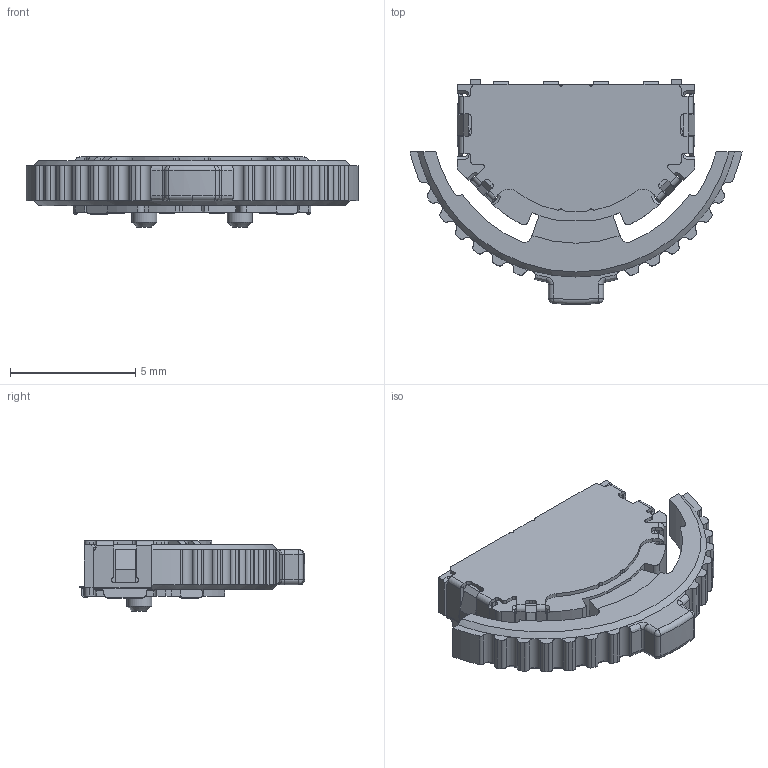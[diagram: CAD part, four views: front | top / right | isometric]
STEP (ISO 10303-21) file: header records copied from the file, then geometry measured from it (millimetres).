
FILE_DESCRIPTION(/* description */ (''),/* implementation_level */ '2;1');
FILE_NAME(/* name */ 'SLLB510100.step',/* time_stamp */ '2024-08-27T19:52:32+02:00',/* author */ (''),/* organization */ (''),/* preprocessor_version */ 'ST-DEVELOPER v20',/* originating_system */ 'Autodesk Translation Framework v13.14.0.145',/* authorisation */ '');
FILE_SCHEMA (('AUTOMOTIVE_DESIGN { 1 0 10303 214 3 1 1 }'));
Length unit declared in the file: millimetre
Products named in the file (2): (Unsaved); SLLB510100
Assembly tree (1 placements, depth 2):
  (Unsaved)
    SLLB510100
Bounding box: 13.27 x 9 x 2.8 mm (x, y, z)
Volume: 138.1 mm3; surface area: 307.3 mm2
Topology: 1 solids, 1 shells, 598 faces, 1708 edges, 1096 vertices
Faces by surface type: plane 335, cylinder 230, cone 14, bspline 8, torus 7, sphere 4
Full cylindrical faces by diameter (mm): 0.4 x2, 1 x2
Entity records: 19930 total; most frequent: CARTESIAN_POINT 3815, DIRECTION 3459, ORIENTED_EDGE 3416, EDGE_CURVE 1708, AXIS2_PLACEMENT_3D 1195, VERTEX_POINT 1096, LINE 1069, VECTOR 1069
